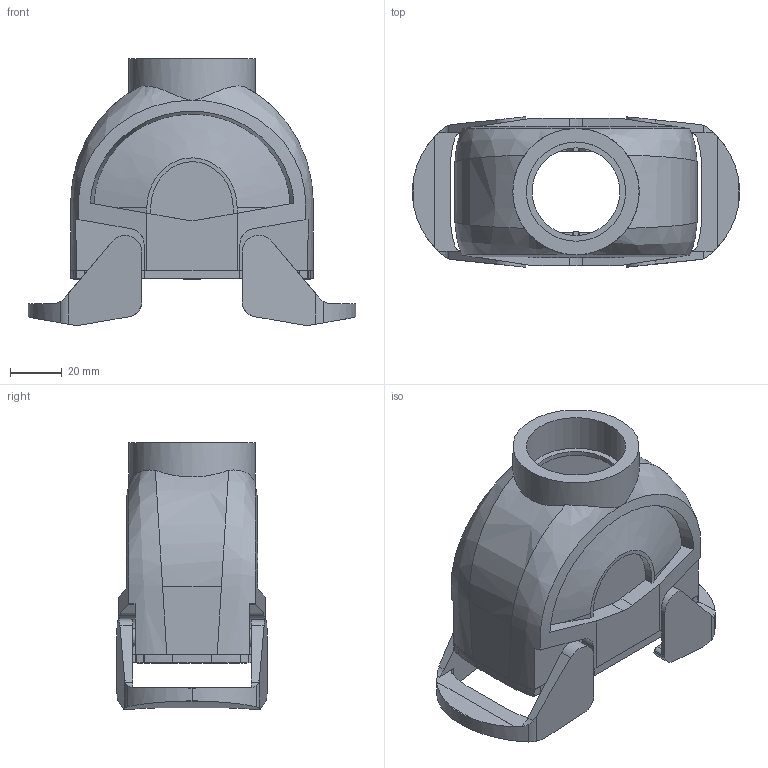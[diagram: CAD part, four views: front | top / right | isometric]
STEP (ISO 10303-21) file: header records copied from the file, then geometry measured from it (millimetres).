
FILE_DESCRIPTION(/* description */ (''),/* implementation_level */ '2;1');
FILE_NAME(/* name */ '100559872ugm000_d.stp',/* time_stamp */ '2022-03-11T19:37:08+01:00',/* author */ (''),/* organization */ (''),/* preprocessor_version */ 'ST-DEVELOPER v16.7',/* originating_system */ 'SIEMENS PLM Software NX 1911',/* authorisation */ '');
FILE_SCHEMA (('AUTOMOTIVE_DESIGN { 1 0 10303 214 3 1 1 1 }'));
Length unit declared in the file: millimetre
Products named in the file (1): 100559872ugm000_d
Bounding box: 127 x 58.36 x 103.45 mm (x, y, z)
Volume: 142388 mm3; surface area: 60286 mm2
Topology: 3 solids, 3 shells, 642 faces, 1789 edges, 1204 vertices
Faces by surface type: plane 491, cylinder 89, bspline 46, extrusion 12, cone 4
Full cylindrical faces by diameter (mm): 1.073 x1, 1.2 x2, 1.575 x1, 6.8 x4, 34 x1, 38.5 x1, 49 x1
Entity records: 24894 total; most frequent: CARTESIAN_POINT 7388, ORIENTED_EDGE 3504, DIRECTION 2975, EDGE_CURVE 1752, VECTOR 1399, LINE 1387, VERTEX_POINT 1154, AXIS2_PLACEMENT_3D 788
